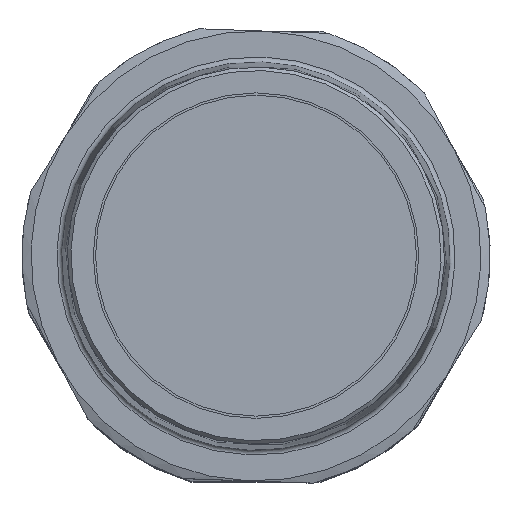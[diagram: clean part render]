
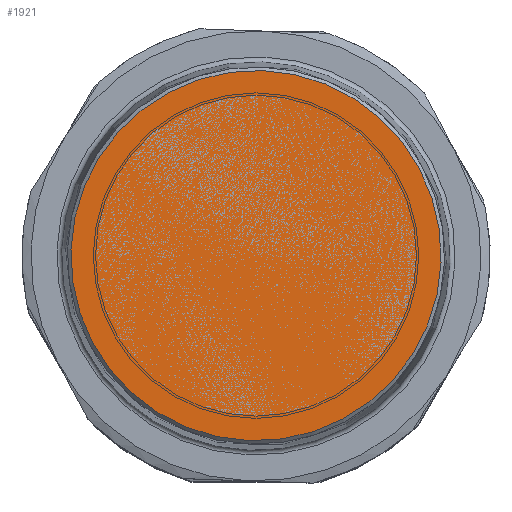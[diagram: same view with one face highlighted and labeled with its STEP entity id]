
A CAD part, top view. The second image highlights one B-rep face of the part: STEP entity #1921.
In plain terms, the highlighted planar face has unit normal (0, 0, 1).
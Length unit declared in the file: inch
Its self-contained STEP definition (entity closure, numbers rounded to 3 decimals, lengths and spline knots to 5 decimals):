
#345=FACE_OUTER_BOUND('',#462,.T.);
#462=EDGE_LOOP('',(#1431));
#591=CIRCLE('',#2129,1.66783);
#768=VERTEX_POINT('',#3257);
#1004=EDGE_CURVE('',#768,#768,#591,.T.);
#1431=ORIENTED_EDGE('',*,*,#1004,.F.);
#1726=PLANE('',#2128);
#1921=ADVANCED_FACE('',(#345),#1726,.F.);
#2128=AXIS2_PLACEMENT_3D('',#3256,#2557,#2558);
#2129=AXIS2_PLACEMENT_3D('',#3258,#2559,#2560);
#2557=DIRECTION('center_axis',(0.,0.,-1.));
#2558=DIRECTION('ref_axis',(0.999,-0.035,0.));
#2559=DIRECTION('center_axis',(0.,0.,-1.));
#2560=DIRECTION('ref_axis',(0.999,-0.035,0.));
#3256=CARTESIAN_POINT('Origin',(1.07744,0.47612,6.42186));
#3257=CARTESIAN_POINT('',(-0.58937,0.53442,6.42186));
#3258=CARTESIAN_POINT('Origin',(1.07744,0.47612,6.42186));
